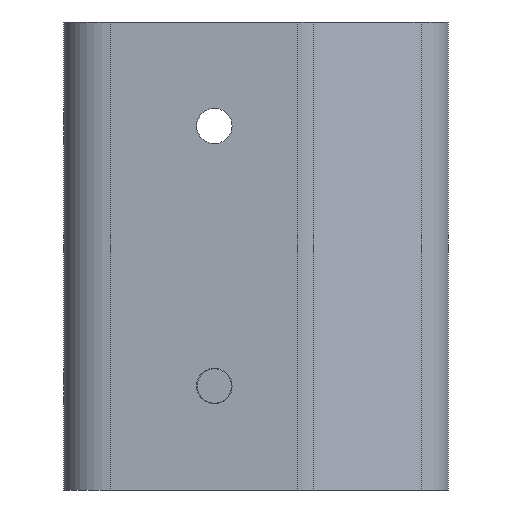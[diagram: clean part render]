
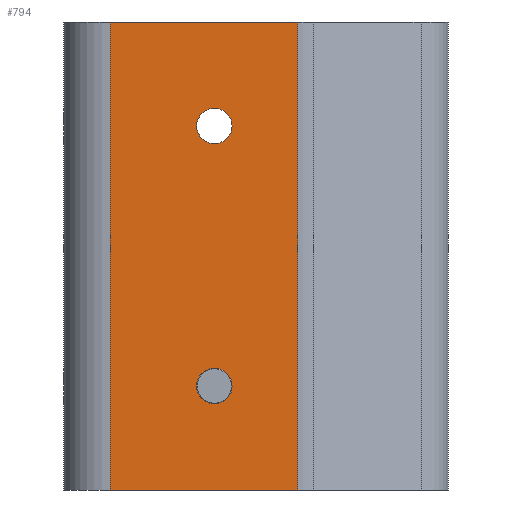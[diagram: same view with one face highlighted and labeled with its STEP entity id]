
A CAD part, left-side view. The second image highlights one B-rep face of the part: STEP entity #794.
In plain terms, the highlighted planar face has unit normal (-1, 0, 0).
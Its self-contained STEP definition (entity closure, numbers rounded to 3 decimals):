
#19 = VECTOR ( 'NONE', #1237, 1000. ) ;
#58 = DIRECTION ( 'NONE',  ( 0., 0., -1. ) ) ;
#81 = LINE ( 'NONE', #382, #19 ) ;
#135 = AXIS2_PLACEMENT_3D ( 'NONE', #2007, #1521, #1789 ) ;
#149 = VERTEX_POINT ( 'NONE', #1491 ) ;
#157 = EDGE_LOOP ( 'NONE', ( #1692, #2468 ) ) ;
#161 = CARTESIAN_POINT ( 'NONE',  ( -40.5, -16.5, -45. ) ) ;
#205 = CIRCLE ( 'NONE', #279, 3.4 ) ;
#243 = CARTESIAN_POINT ( 'NONE',  ( -40.5, -16.5, 45. ) ) ;
#272 = ORIENTED_EDGE ( 'NONE', *, *, #610, .F. ) ;
#279 = AXIS2_PLACEMENT_3D ( 'NONE', #2315, #2506, #2495 ) ;
#292 = CARTESIAN_POINT ( 'NONE',  ( -40.5, -0.5, -21.6 ) ) ;
#308 = EDGE_LOOP ( 'NONE', ( #2153, #647, #2461, #1718 ) ) ;
#360 = LINE ( 'NONE', #568, #884 ) ;
#382 = CARTESIAN_POINT ( 'NONE',  ( -40.5, 28.5, -45. ) ) ;
#404 = VERTEX_POINT ( 'NONE', #292 ) ;
#407 = VERTEX_POINT ( 'NONE', #2230 ) ;
#466 = EDGE_LOOP ( 'NONE', ( #760, #272 ) ) ;
#479 = VERTEX_POINT ( 'NONE', #2072 ) ;
#529 = VECTOR ( 'NONE', #761, 1000. ) ;
#537 = DIRECTION ( 'NONE',  ( -1., 0., 0. ) ) ;
#568 = CARTESIAN_POINT ( 'NONE',  ( -40.5, 28.5, 45. ) ) ;
#579 = AXIS2_PLACEMENT_3D ( 'NONE', #845, #1812, #58 ) ;
#610 = EDGE_CURVE ( 'NONE', #1711, #1243, #2349, .T. ) ;
#635 = EDGE_CURVE ( 'NONE', #407, #1686, #723, .T. ) ;
#647 = ORIENTED_EDGE ( 'NONE', *, *, #635, .T. ) ;
#679 = EDGE_CURVE ( 'NONE', #149, #404, #205, .T. ) ;
#710 = EDGE_CURVE ( 'NONE', #479, #2156, #1060, .T. ) ;
#723 = LINE ( 'NONE', #161, #1761 ) ;
#760 = ORIENTED_EDGE ( 'NONE', *, *, #2037, .F. ) ;
#761 = DIRECTION ( 'NONE',  ( 0., 0., -1. ) ) ;
#794 = ADVANCED_FACE ( 'NONE', ( #2422, #1456, #1895 ), #1045, .T. ) ;
#845 = CARTESIAN_POINT ( 'NONE',  ( -40.5, -0.5, -25. ) ) ;
#884 = VECTOR ( 'NONE', #1125, 1000. ) ;
#910 = CARTESIAN_POINT ( 'NONE',  ( -40.5, -0.5, 28.4 ) ) ;
#1038 = DIRECTION ( 'NONE',  ( 0., 0., 1. ) ) ;
#1045 = PLANE ( 'NONE',  #2123 ) ;
#1060 = LINE ( 'NONE', #1925, #529 ) ;
#1125 = DIRECTION ( 'NONE',  ( 0., -1., 0. ) ) ;
#1237 = DIRECTION ( 'NONE',  ( 0., -1., 0. ) ) ;
#1243 = VERTEX_POINT ( 'NONE', #910 ) ;
#1254 = CIRCLE ( 'NONE', #579, 3.4 ) ;
#1398 = DIRECTION ( 'NONE',  ( -1., 0., 0. ) ) ;
#1456 = FACE_BOUND ( 'NONE', #157, .T. ) ;
#1491 = CARTESIAN_POINT ( 'NONE',  ( -40.5, -0.5, -28.4 ) ) ;
#1521 = DIRECTION ( 'NONE',  ( -1., 0., 0. ) ) ;
#1542 = DIRECTION ( 'NONE',  ( 0., 0., 1. ) ) ;
#1616 = CARTESIAN_POINT ( 'NONE',  ( -40.5, -0.5, 21.6 ) ) ;
#1686 = VERTEX_POINT ( 'NONE', #243 ) ;
#1692 = ORIENTED_EDGE ( 'NONE', *, *, #679, .T. ) ;
#1710 = CARTESIAN_POINT ( 'NONE',  ( -40.5, -0.5, 25. ) ) ;
#1711 = VERTEX_POINT ( 'NONE', #1616 ) ;
#1718 = ORIENTED_EDGE ( 'NONE', *, *, #710, .T. ) ;
#1735 = CIRCLE ( 'NONE', #135, 3.4 ) ;
#1761 = VECTOR ( 'NONE', #1542, 1000. ) ;
#1787 = EDGE_CURVE ( 'NONE', #404, #149, #1254, .T. ) ;
#1789 = DIRECTION ( 'NONE',  ( 0., 0., 1. ) ) ;
#1805 = CARTESIAN_POINT ( 'NONE',  ( -40.5, 28.5, -45. ) ) ;
#1812 = DIRECTION ( 'NONE',  ( 1., 0., 0. ) ) ;
#1850 = EDGE_CURVE ( 'NONE', #2156, #407, #81, .T. ) ;
#1895 = FACE_OUTER_BOUND ( 'NONE', #308, .T. ) ;
#1897 = DIRECTION ( 'NONE',  ( 0., 0., 1. ) ) ;
#1925 = CARTESIAN_POINT ( 'NONE',  ( -40.5, 19.5, -45. ) ) ;
#1939 = EDGE_CURVE ( 'NONE', #479, #1686, #360, .T. ) ;
#2007 = CARTESIAN_POINT ( 'NONE',  ( -40.5, -0.5, 25. ) ) ;
#2037 = EDGE_CURVE ( 'NONE', #1243, #1711, #1735, .T. ) ;
#2072 = CARTESIAN_POINT ( 'NONE',  ( -40.5, 19.5, 45. ) ) ;
#2123 = AXIS2_PLACEMENT_3D ( 'NONE', #1805, #1398, #1038 ) ;
#2153 = ORIENTED_EDGE ( 'NONE', *, *, #1850, .T. ) ;
#2156 = VERTEX_POINT ( 'NONE', #2398 ) ;
#2230 = CARTESIAN_POINT ( 'NONE',  ( -40.5, -16.5, -45. ) ) ;
#2286 = AXIS2_PLACEMENT_3D ( 'NONE', #1710, #537, #1897 ) ;
#2315 = CARTESIAN_POINT ( 'NONE',  ( -40.5, -0.5, -25. ) ) ;
#2349 = CIRCLE ( 'NONE', #2286, 3.4 ) ;
#2398 = CARTESIAN_POINT ( 'NONE',  ( -40.5, 19.5, -45. ) ) ;
#2422 = FACE_BOUND ( 'NONE', #466, .T. ) ;
#2461 = ORIENTED_EDGE ( 'NONE', *, *, #1939, .F. ) ;
#2468 = ORIENTED_EDGE ( 'NONE', *, *, #1787, .T. ) ;
#2495 = DIRECTION ( 'NONE',  ( 0., 0., -1. ) ) ;
#2506 = DIRECTION ( 'NONE',  ( 1., 0., 0. ) ) ;
